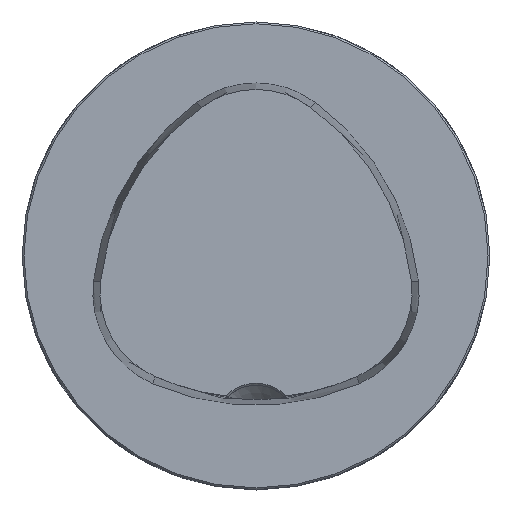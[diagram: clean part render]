
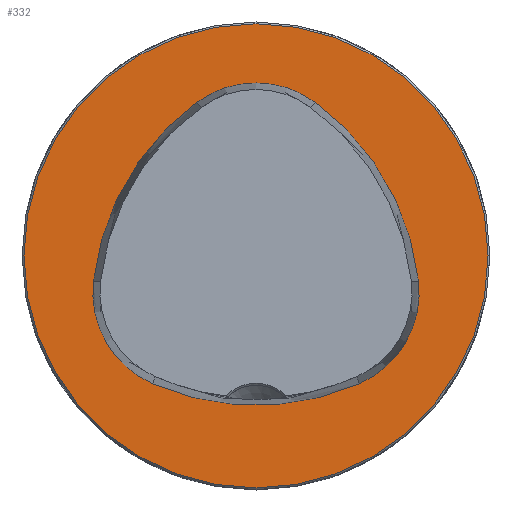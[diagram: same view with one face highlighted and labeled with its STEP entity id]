
A CAD part, top view. The second image highlights one B-rep face of the part: STEP entity #332.
In plain terms, the highlighted planar face has unit normal (0, 0, 1).
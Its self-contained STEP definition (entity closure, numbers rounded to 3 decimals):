
#82=PLANE('',#2878);
#332=ADVANCED_FACE('CU_FL_N1_SU_1',(#1045,#1046),#82,.T.);
#1045=FACE_BOUND('',#1112,.T.);
#1046=FACE_BOUND('',#1113,.T.);
#1112=EDGE_LOOP('',(#1352,#1353,#1354,#1355,#1356,#1357));
#1113=EDGE_LOOP('',(#1358));
#1352=ORIENTED_EDGE('',*,*,#2396,.F.);
#1353=ORIENTED_EDGE('',*,*,#2397,.F.);
#1354=ORIENTED_EDGE('',*,*,#2398,.F.);
#1355=ORIENTED_EDGE('',*,*,#2399,.F.);
#1356=ORIENTED_EDGE('',*,*,#2393,.F.);
#1357=ORIENTED_EDGE('',*,*,#2400,.F.);
#1358=ORIENTED_EDGE('',*,*,#2401,.T.);
#2133=VERTEX_POINT('',#4328);
#2134=VERTEX_POINT('',#4330);
#2136=VERTEX_POINT('',#4336);
#2137=VERTEX_POINT('',#4337);
#2138=VERTEX_POINT('',#4339);
#2139=VERTEX_POINT('',#4341);
#2140=VERTEX_POINT('',#4345);
#2393=EDGE_CURVE('',#2133,#2134,#2747,.T.);
#2396=EDGE_CURVE('',#2136,#2137,#2749,.T.);
#2397=EDGE_CURVE('',#2138,#2136,#2750,.T.);
#2398=EDGE_CURVE('',#2139,#2138,#2751,.T.);
#2399=EDGE_CURVE('',#2134,#2139,#2752,.T.);
#2400=EDGE_CURVE('',#2137,#2133,#2753,.T.);
#2401=EDGE_CURVE('',#2140,#2140,#2754,.T.);
#2747=CIRCLE('',#2869,44.075);
#2749=CIRCLE('',#2872,44.075);
#2750=CIRCLE('',#2873,17.075);
#2751=CIRCLE('',#2874,44.075);
#2752=CIRCLE('',#2875,17.075);
#2753=CIRCLE('',#2876,17.075);
#2754=CIRCLE('',#2877,39.7);
#2869=AXIS2_PLACEMENT_3D('',#4329,#3211,#3212);
#2872=AXIS2_PLACEMENT_3D('',#4335,#3218,#3219);
#2873=AXIS2_PLACEMENT_3D('',#4338,#3220,#3221);
#2874=AXIS2_PLACEMENT_3D('',#4340,#3222,#3223);
#2875=AXIS2_PLACEMENT_3D('',#4342,#3224,#3225);
#2876=AXIS2_PLACEMENT_3D('',#4343,#3226,#3227);
#2877=AXIS2_PLACEMENT_3D('',#4344,#3228,#3229);
#2878=AXIS2_PLACEMENT_3D('',#4346,#3230,#3231);
#3211=DIRECTION('',(0.,0.,1.));
#3212=DIRECTION('',(1.,0.,0.));
#3218=DIRECTION('',(0.,0.,1.));
#3219=DIRECTION('',(1.,0.,0.));
#3220=DIRECTION('',(0.,0.,1.));
#3221=DIRECTION('',(1.,0.,0.));
#3222=DIRECTION('',(0.,0.,1.));
#3223=DIRECTION('',(1.,0.,0.));
#3224=DIRECTION('',(0.,0.,1.));
#3225=DIRECTION('',(1.,0.,0.));
#3226=DIRECTION('',(0.,0.,1.));
#3227=DIRECTION('',(1.,0.,0.));
#3228=DIRECTION('',(0.,0.,1.));
#3229=DIRECTION('',(1.,0.,0.));
#3230=DIRECTION('',(0.,0.,1.));
#3231=DIRECTION('',(1.,0.,0.));
#4328=CARTESIAN_POINT('',(-17.691,-21.869,0.));
#4329=CARTESIAN_POINT('',(0.,18.5,0.));
#4330=CARTESIAN_POINT('',(17.691,-21.869,0.));
#4335=CARTESIAN_POINT('',(15.993,-9.254,0.));
#4336=CARTESIAN_POINT('',(-10.114,26.257,0.));
#4337=CARTESIAN_POINT('',(-27.805,-4.317,0.));
#4338=CARTESIAN_POINT('',(0.,12.5,0.));
#4339=CARTESIAN_POINT('',(10.114,26.257,0.));
#4340=CARTESIAN_POINT('',(-15.993,-9.254,0.));
#4341=CARTESIAN_POINT('',(27.805,-4.317,0.));
#4342=CARTESIAN_POINT('',(10.837,-6.23,0.));
#4343=CARTESIAN_POINT('',(-10.837,-6.23,0.));
#4344=CARTESIAN_POINT('',(0.,0.,0.));
#4345=CARTESIAN_POINT('',(39.7,0.,0.));
#4346=CARTESIAN_POINT('',(0.,0.,0.));
